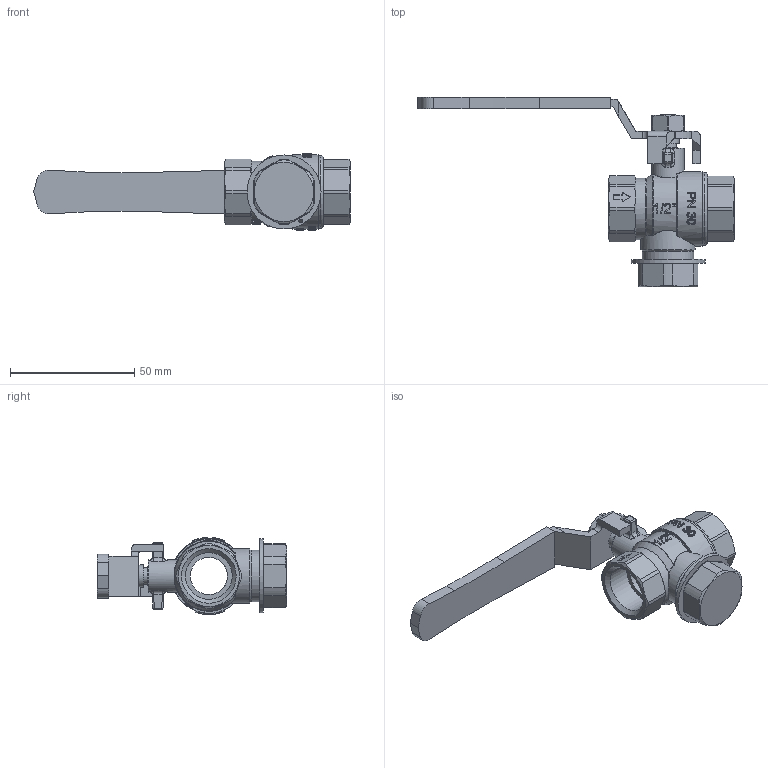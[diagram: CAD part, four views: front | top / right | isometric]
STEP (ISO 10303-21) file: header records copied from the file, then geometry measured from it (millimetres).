
FILE_DESCRIPTION(/* description */ ('VALVOLA A SFERA CON FILTRO ART. 140 MISURA 1/2" - LEVA NERA '),/* implementation_level */ '2;1');
FILE_NAME(/* name */ '190D00.stp',/* time_stamp */ '2020-07-22T14:47:11+02:00',/* author */ ('collas'),/* organization */ (''),/* preprocessor_version */ 'ST-DEVELOPER v17.2',/* originating_system */ 'Autodesk Inventor 2019',/* authorisation */ '');
FILE_SCHEMA (('AUTOMOTIVE_DESIGN { 1 0 10303 214 3 1 1 }'));
Length unit declared in the file: millimetre
Products named in the file (7): 190D00; CL30014006; AS33000906A; ML30123106; TA32714006; LE32500306N; DA32400204
Assembly tree (6 placements, depth 2):
  190D00
    CL30014006
    AS33000906A
    ML30123106
    TA32714006
    LE32500306N
    DA32400204
Bounding box: 127.53 x 76.4 x 31.09 mm (x, y, z)
Volume: 37203.1 mm3; surface area: 21337.5 mm2
Topology: 6 solids, 6 shells, 800 faces, 2101 edges, 1379 vertices
Faces by surface type: plane 356, bspline 245, cylinder 140, cone 31, sphere 14, torus 14
Full cylindrical faces by diameter (mm): 1.5 x1, 6.85 x1, 7.5 x1, 8.9 x2, 10 x1, 10.5 x1, 13 x1, 15 x2, 18.8 x2, 19 x1, 20.8 x1, 22 x1, 24.8 x1, 26.8 x1, 29.4 x1, 29.8 x1, 30.1 x1
Entity records: 30870 total; most frequent: CARTESIAN_POINT 11537, ORIENTED_EDGE 4196, DIRECTION 3279, EDGE_CURVE 2098, VERTEX_POINT 1379, AXIS2_PLACEMENT_3D 1137, LINE 1005, VECTOR 1005
